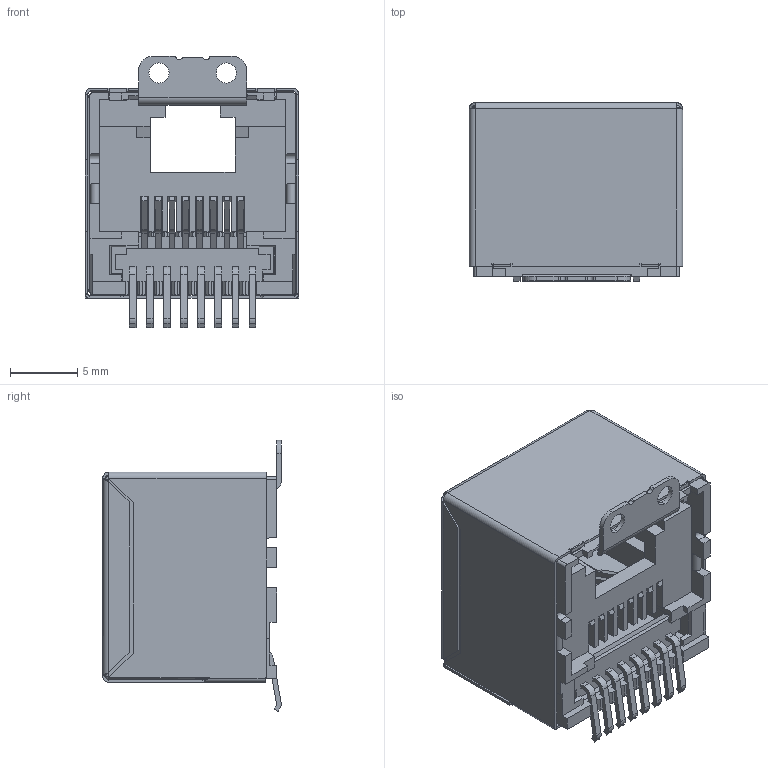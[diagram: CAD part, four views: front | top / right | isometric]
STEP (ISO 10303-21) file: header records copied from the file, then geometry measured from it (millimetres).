
FILE_DESCRIPTION((''),'2;1');
FILE_NAME('DGKYD52F1188GWWA5SB4078','2022-09-28T15:02:34',('Administrator'),(''),'CREO PARAMETRIC BY PTC INC, 2019010','CREO PARAMETRIC BY PTC INC, 2019010','');
FILE_SCHEMA(('CONFIG_CONTROL_DESIGN'));
Length unit declared in the file: millimetre
Products named in the file (1): DGKYD52F1188GWWA5SB4078
Bounding box: 15.85 x 13.25 x 20.14 mm (x, y, z)
Volume: 1087.9 mm3; surface area: 4101.4 mm2
Topology: 2 solids, 3 shells, 761 faces, 2223 edges, 1455 vertices
Faces by surface type: plane 591, cylinder 158, bspline 7, sphere 4, extrusion 1
Entity records: 25290 total; most frequent: CARTESIAN_POINT 4821, ORIENTED_EDGE 4436, DIRECTION 4053, EDGE_CURVE 2219, VECTOR 1835, LINE 1834, VERTEX_POINT 1455, AXIS2_PLACEMENT_3D 1109
